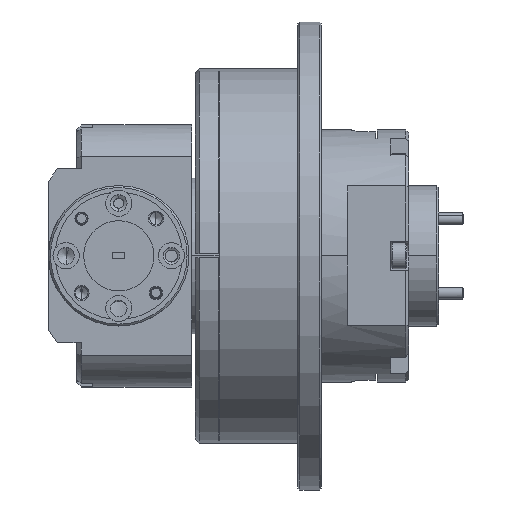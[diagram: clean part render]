
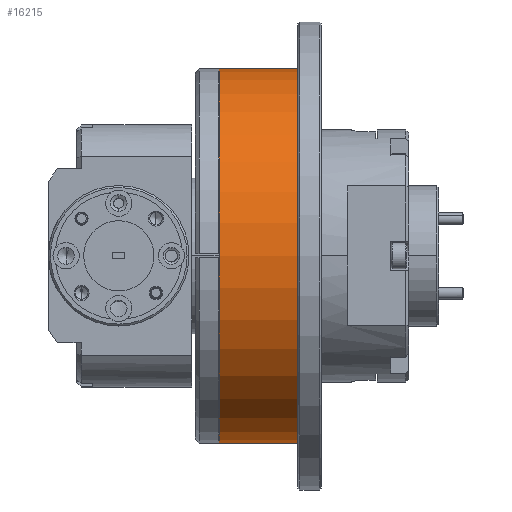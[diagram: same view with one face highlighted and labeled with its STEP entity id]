
A CAD part, top view. The second image highlights one B-rep face of the part: STEP entity #16215.
In plain terms, the highlighted cylindrical face has radius 25.4 mm (diameter 50.8 mm), a partial arc.
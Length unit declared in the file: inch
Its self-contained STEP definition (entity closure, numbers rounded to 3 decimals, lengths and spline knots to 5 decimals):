
#3534 = CARTESIAN_POINT ( 'NONE',  ( 0.06, 0., 0. ) ) ;
#5308 = DIRECTION ( 'NONE',  ( 1., 0., 0. ) ) ;
#5891 = ORIENTED_EDGE ( 'NONE', *, *, #16718, .F. ) ;
#5943 = CIRCLE ( 'NONE', #12861, 1. ) ;
#6099 = DIRECTION ( 'NONE',  ( 1., 0., 0. ) ) ;
#6452 = EDGE_CURVE ( 'NONE', #35502, #24219, #16455, .T. ) ;
#6513 = CARTESIAN_POINT ( 'NONE',  ( -3.18993, 0., 0. ) ) ;
#7444 = CARTESIAN_POINT ( 'NONE',  ( -3.18993, 1., 0. ) ) ;
#8294 = CARTESIAN_POINT ( 'NONE',  ( -3.18993, -1., 0. ) ) ;
#9977 = LINE ( 'NONE', #7444, #34544 ) ;
#12011 = CARTESIAN_POINT ( 'NONE',  ( 0.06, -1., 0. ) ) ;
#12861 = AXIS2_PLACEMENT_3D ( 'NONE', #31881, #17770, #31351 ) ;
#12986 = CARTESIAN_POINT ( 'NONE',  ( -0.3615, -1., 0. ) ) ;
#14537 = CIRCLE ( 'NONE', #34766, 1. ) ;
#16215 = ADVANCED_FACE ( 'NONE', ( #30845 ), #33560, .T. ) ;
#16455 = LINE ( 'NONE', #8294, #34250 ) ;
#16718 = EDGE_CURVE ( 'NONE', #31480, #30659, #9977, .T. ) ;
#17770 = DIRECTION ( 'NONE',  ( 1., 0., 0. ) ) ;
#18141 = DIRECTION ( 'NONE',  ( 1., 0., 0. ) ) ;
#21227 = EDGE_CURVE ( 'NONE', #30659, #24219, #14537, .T. ) ;
#23526 = AXIS2_PLACEMENT_3D ( 'NONE', #6513, #5308, #30481 ) ;
#23675 = ORIENTED_EDGE ( 'NONE', *, *, #32974, .T. ) ;
#24219 = VERTEX_POINT ( 'NONE', #12011 ) ;
#25111 = DIRECTION ( 'NONE',  ( 0., -1., 0. ) ) ;
#30481 = DIRECTION ( 'NONE',  ( 0., 1., 0. ) ) ;
#30659 = VERTEX_POINT ( 'NONE', #33852 ) ;
#30845 = FACE_OUTER_BOUND ( 'NONE', #32046, .T. ) ;
#31351 = DIRECTION ( 'NONE',  ( 0., -1., 0. ) ) ;
#31480 = VERTEX_POINT ( 'NONE', #34784 ) ;
#31881 = CARTESIAN_POINT ( 'NONE',  ( -0.3615, 0., 0. ) ) ;
#32016 = ORIENTED_EDGE ( 'NONE', *, *, #6452, .T. ) ;
#32046 = EDGE_LOOP ( 'NONE', ( #23675, #32016, #35635, #5891 ) ) ;
#32926 = DIRECTION ( 'NONE',  ( 1., 0., 0. ) ) ;
#32974 = EDGE_CURVE ( 'NONE', #31480, #35502, #5943, .T. ) ;
#33560 = CYLINDRICAL_SURFACE ( 'NONE', #23526, 1. ) ;
#33852 = CARTESIAN_POINT ( 'NONE',  ( 0.06, 1., 0. ) ) ;
#34250 = VECTOR ( 'NONE', #32926, 39.37008 ) ;
#34544 = VECTOR ( 'NONE', #18141, 39.37008 ) ;
#34766 = AXIS2_PLACEMENT_3D ( 'NONE', #3534, #6099, #25111 ) ;
#34784 = CARTESIAN_POINT ( 'NONE',  ( -0.3615, 1., 0. ) ) ;
#35502 = VERTEX_POINT ( 'NONE', #12986 ) ;
#35635 = ORIENTED_EDGE ( 'NONE', *, *, #21227, .F. ) ;
